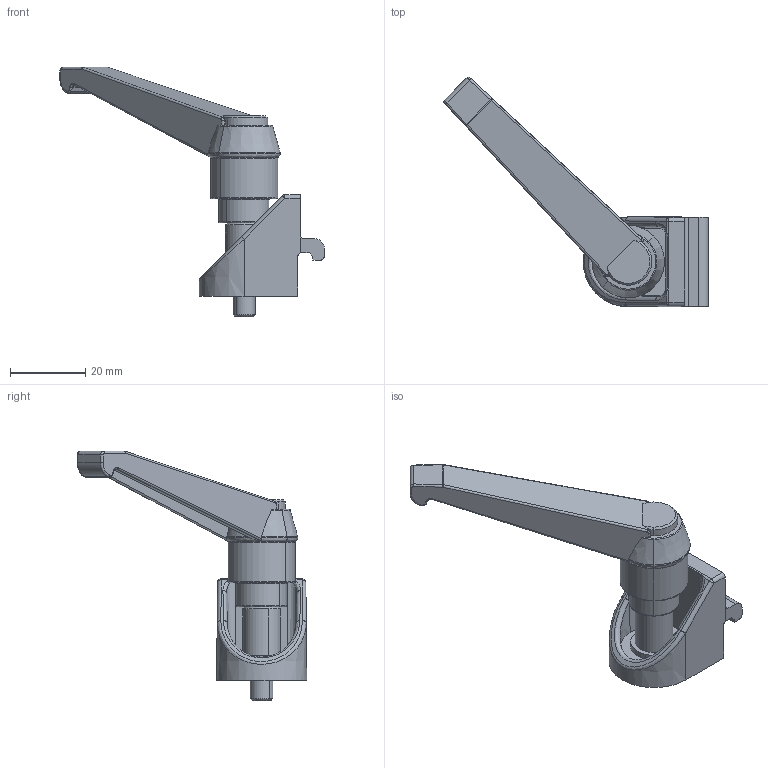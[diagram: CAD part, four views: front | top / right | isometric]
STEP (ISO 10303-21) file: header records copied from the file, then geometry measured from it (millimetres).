
FILE_DESCRIPTION (( 'STEP AP214' ), '1' );
FILE_NAME ('7126430', '2019-01-30T08:43:54', ( '' ), ('JUGARD+KÜNSTNER GmbH'), 'SwSTEP 2.0', 'SolidWorks 2017', '' );
FILE_SCHEMA (( 'AUTOMOTIVE_DESIGN' ));
Length unit declared in the file: millimetre
Products named in the file (4): 7126430; Part2; Part1; Part3
Assembly tree (3 placements, depth 2):
  7126430
    Part2
    Part1
    Part3
Bounding box: 70.42 x 61.12 x 66.5 mm (x, y, z)
Volume: 17672.6 mm3; surface area: 10473.6 mm2
Topology: 3 solids, 3 shells, 153 faces, 372 edges, 228 vertices
Faces by surface type: cylinder 53, plane 47, bspline 36, cone 17
Entity records: 7749 total; most frequent: CARTESIAN_POINT 2554, ORIENTED_EDGE 744, DIRECTION 665, EDGE_CURVE 372, AXIS2_PLACEMENT_3D 251, VERTEX_POINT 228, LINE 163, UNCERTAINTY_MEASURE_WITH_UNIT 163
